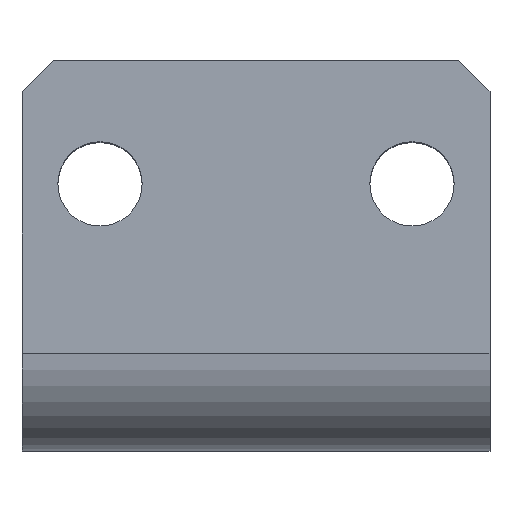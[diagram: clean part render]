
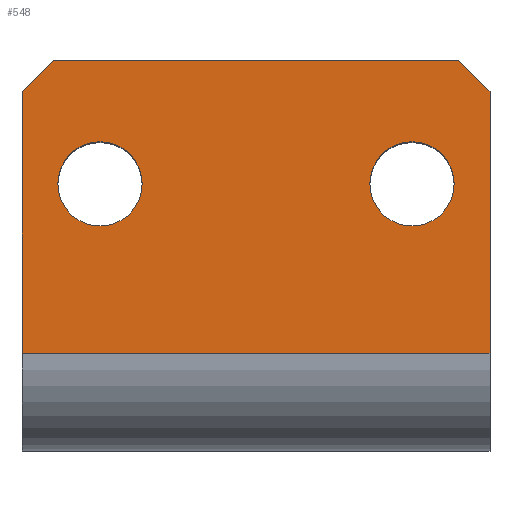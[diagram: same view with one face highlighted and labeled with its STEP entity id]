
A CAD part, top view. The second image highlights one B-rep face of the part: STEP entity #548.
In plain terms, the highlighted planar face has unit normal (0, 0, 1).
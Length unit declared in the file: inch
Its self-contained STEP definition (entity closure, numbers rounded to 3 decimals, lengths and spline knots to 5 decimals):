
#5 = LINE ( 'NONE', #802, #303 ) ;
#26 = ORIENTED_EDGE ( 'NONE', *, *, #758, .T. ) ;
#33 = ORIENTED_EDGE ( 'NONE', *, *, #760, .T. ) ;
#62 = ORIENTED_EDGE ( 'NONE', *, *, #699, .T. ) ;
#115 = EDGE_LOOP ( 'NONE', ( #26, #132, #184, #183, #424, #443 ) ) ;
#132 = ORIENTED_EDGE ( 'NONE', *, *, #757, .T. ) ;
#153 = VECTOR ( 'NONE', #827, 39.37008 ) ;
#160 = LINE ( 'NONE', #820, #329 ) ;
#183 = ORIENTED_EDGE ( 'NONE', *, *, #750, .F. ) ;
#184 = ORIENTED_EDGE ( 'NONE', *, *, #753, .T. ) ;
#195 = CIRCLE ( 'NONE', #604, 0.135 ) ;
#204 = LINE ( 'NONE', #814, #210 ) ;
#210 = VECTOR ( 'NONE', #815, 39.37008 ) ;
#258 = VECTOR ( 'NONE', #1181, 39.37008 ) ;
#266 = LINE ( 'NONE', #1175, #258 ) ;
#267 = EDGE_LOOP ( 'NONE', ( #312, #442 ) ) ;
#269 = FACE_BOUND ( 'NONE', #281, .T. ) ;
#272 = FACE_OUTER_BOUND ( 'NONE', #115, .T. ) ;
#281 = EDGE_LOOP ( 'NONE', ( #33, #62 ) ) ;
#300 = CIRCLE ( 'NONE', #599, 0.135 ) ;
#303 = VECTOR ( 'NONE', #801, 39.37008 ) ;
#308 = LINE ( 'NONE', #812, #314 ) ;
#312 = ORIENTED_EDGE ( 'NONE', *, *, #759, .T. ) ;
#314 = VECTOR ( 'NONE', #813, 39.37008 ) ;
#329 = VECTOR ( 'NONE', #821, 39.37008 ) ;
#417 = FACE_BOUND ( 'NONE', #267, .T. ) ;
#424 = ORIENTED_EDGE ( 'NONE', *, *, #749, .T. ) ;
#442 = ORIENTED_EDGE ( 'NONE', *, *, #691, .T. ) ;
#443 = ORIENTED_EDGE ( 'NONE', *, *, #740, .T. ) ;
#447 = LINE ( 'NONE', #803, #153 ) ;
#454 = CIRCLE ( 'NONE', #588, 0.135 ) ;
#456 = CIRCLE ( 'NONE', #584, 0.135 ) ;
#548 = ADVANCED_FACE ( 'NONE', ( #417, #269, #272 ), #1200, .F. ) ;
#584 = AXIS2_PLACEMENT_3D ( 'NONE', #825, #795, #781 ) ;
#588 = AXIS2_PLACEMENT_3D ( 'NONE', #799, #798, #796 ) ;
#599 = AXIS2_PLACEMENT_3D ( 'NONE', #1035, #1127, #1128 ) ;
#604 = AXIS2_PLACEMENT_3D ( 'NONE', #838, #1141, #1142 ) ;
#645 = AXIS2_PLACEMENT_3D ( 'NONE', #1160, #1000, #1241 ) ;
#691 = EDGE_CURVE ( 'NONE', #922, #841, #300, .T. ) ;
#699 = EDGE_CURVE ( 'NONE', #896, #887, #195, .T. ) ;
#740 = EDGE_CURVE ( 'NONE', #919, #858, #266, .T. ) ;
#749 = EDGE_CURVE ( 'NONE', #926, #919, #308, .T. ) ;
#750 = EDGE_CURVE ( 'NONE', #926, #917, #204, .T. ) ;
#753 = EDGE_CURVE ( 'NONE', #966, #917, #160, .T. ) ;
#757 = EDGE_CURVE ( 'NONE', #962, #966, #5, .T. ) ;
#758 = EDGE_CURVE ( 'NONE', #858, #962, #447, .T. ) ;
#759 = EDGE_CURVE ( 'NONE', #841, #922, #454, .T. ) ;
#760 = EDGE_CURVE ( 'NONE', #887, #896, #456, .T. ) ;
#781 = DIRECTION ( 'NONE',  ( 0., 1., 0. ) ) ;
#795 = DIRECTION ( 'NONE',  ( 0., 0., -1. ) ) ;
#796 = DIRECTION ( 'NONE',  ( 0., 1., 0. ) ) ;
#798 = DIRECTION ( 'NONE',  ( 0., 0., -1. ) ) ;
#799 = CARTESIAN_POINT ( 'NONE',  ( 1.25, 0.855, 0.3125 ) ) ;
#801 = DIRECTION ( 'NONE',  ( -0.707, -0.707, 0. ) ) ;
#802 = CARTESIAN_POINT ( 'NONE',  ( 0., 1.15, 0.3125 ) ) ;
#803 = CARTESIAN_POINT ( 'NONE',  ( 0., 1.25, 0.3125 ) ) ;
#812 = CARTESIAN_POINT ( 'NONE',  ( 1.5, 1.25, 0.3125 ) ) ;
#813 = DIRECTION ( 'NONE',  ( 0., 1., 0. ) ) ;
#814 = CARTESIAN_POINT ( 'NONE',  ( 0., 0.3125, 0.3125 ) ) ;
#815 = DIRECTION ( 'NONE',  ( -1., 0., 0. ) ) ;
#820 = CARTESIAN_POINT ( 'NONE',  ( 0., 1.25, 0.3125 ) ) ;
#821 = DIRECTION ( 'NONE',  ( 0., -1., 0. ) ) ;
#825 = CARTESIAN_POINT ( 'NONE',  ( 0.25, 0.855, 0.3125 ) ) ;
#827 = DIRECTION ( 'NONE',  ( -1., 0., 0. ) ) ;
#838 = CARTESIAN_POINT ( 'NONE',  ( 0.25, 0.855, 0.3125 ) ) ;
#841 = VERTEX_POINT ( 'NONE', #1223 ) ;
#858 = VERTEX_POINT ( 'NONE', #1251 ) ;
#887 = VERTEX_POINT ( 'NONE', #1194 ) ;
#896 = VERTEX_POINT ( 'NONE', #1188 ) ;
#917 = VERTEX_POINT ( 'NONE', #1154 ) ;
#919 = VERTEX_POINT ( 'NONE', #1157 ) ;
#922 = VERTEX_POINT ( 'NONE', #1277 ) ;
#926 = VERTEX_POINT ( 'NONE', #1216 ) ;
#962 = VERTEX_POINT ( 'NONE', #1034 ) ;
#966 = VERTEX_POINT ( 'NONE', #1032 ) ;
#1000 = DIRECTION ( 'NONE',  ( 0., 0., -1. ) ) ;
#1032 = CARTESIAN_POINT ( 'NONE',  ( 0., 1.15, 0.3125 ) ) ;
#1034 = CARTESIAN_POINT ( 'NONE',  ( 0.1, 1.25, 0.3125 ) ) ;
#1035 = CARTESIAN_POINT ( 'NONE',  ( 1.25, 0.855, 0.3125 ) ) ;
#1127 = DIRECTION ( 'NONE',  ( 0., 0., -1. ) ) ;
#1128 = DIRECTION ( 'NONE',  ( 0., 1., 0. ) ) ;
#1141 = DIRECTION ( 'NONE',  ( 0., 0., -1. ) ) ;
#1142 = DIRECTION ( 'NONE',  ( 0., 1., 0. ) ) ;
#1154 = CARTESIAN_POINT ( 'NONE',  ( 0., 0.3125, 0.3125 ) ) ;
#1157 = CARTESIAN_POINT ( 'NONE',  ( 1.5, 1.15, 0.3125 ) ) ;
#1160 = CARTESIAN_POINT ( 'NONE',  ( 0., 1.25, 0.3125 ) ) ;
#1175 = CARTESIAN_POINT ( 'NONE',  ( 1.4, 1.25, 0.3125 ) ) ;
#1181 = DIRECTION ( 'NONE',  ( -0.707, 0.707, 0. ) ) ;
#1188 = CARTESIAN_POINT ( 'NONE',  ( 0.25, 0.72, 0.3125 ) ) ;
#1194 = CARTESIAN_POINT ( 'NONE',  ( 0.25, 0.99, 0.3125 ) ) ;
#1200 = PLANE ( 'NONE',  #645 ) ;
#1216 = CARTESIAN_POINT ( 'NONE',  ( 1.5, 0.3125, 0.3125 ) ) ;
#1223 = CARTESIAN_POINT ( 'NONE',  ( 1.25, 0.99, 0.3125 ) ) ;
#1241 = DIRECTION ( 'NONE',  ( -1., 0., 0. ) ) ;
#1251 = CARTESIAN_POINT ( 'NONE',  ( 1.4, 1.25, 0.3125 ) ) ;
#1277 = CARTESIAN_POINT ( 'NONE',  ( 1.25, 0.72, 0.3125 ) ) ;
